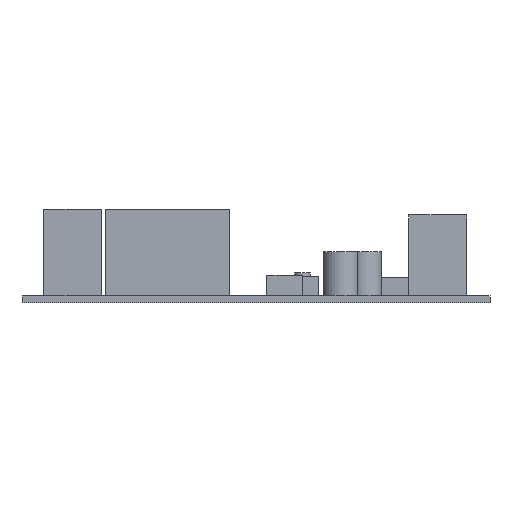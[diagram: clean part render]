
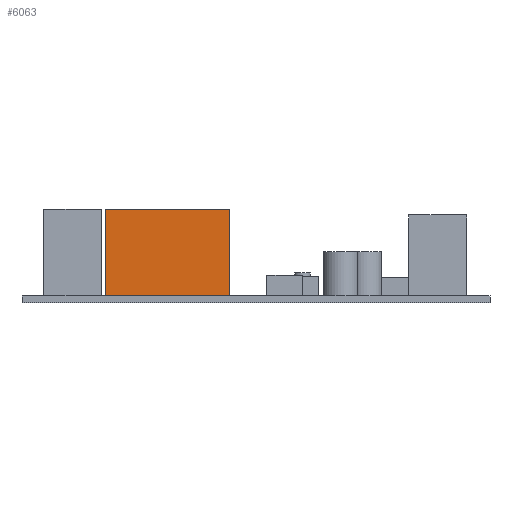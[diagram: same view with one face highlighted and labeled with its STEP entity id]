
A CAD part, front view. The second image highlights one B-rep face of the part: STEP entity #6063.
In plain terms, the highlighted planar face has unit normal (0, -1, 0).
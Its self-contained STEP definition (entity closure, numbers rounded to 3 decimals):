
#712=DIRECTION('',(1.,0.,0.));
#713=VECTOR('',#712,22.57);
#714=CARTESIAN_POINT('',(15.131,2.105,0.));
#715=LINE('',#714,#713);
#1898=DIRECTION('',(1.,0.,0.));
#1899=VECTOR('',#1898,22.57);
#1900=CARTESIAN_POINT('',(15.131,2.105,15.7));
#1901=LINE('',#1900,#1899);
#2134=DIRECTION('',(0.,0.,1.));
#2135=VECTOR('',#2134,15.7);
#2136=CARTESIAN_POINT('',(37.701,2.105,0.));
#2137=LINE('',#2136,#2135);
#2138=DIRECTION('',(0.,0.,1.));
#2139=VECTOR('',#2138,15.7);
#2140=CARTESIAN_POINT('',(15.131,2.105,0.));
#2141=LINE('',#2140,#2139);
#2698=CARTESIAN_POINT('',(15.131,2.105,15.7));
#2699=VERTEX_POINT('',#2698);
#2700=CARTESIAN_POINT('',(37.701,2.105,15.7));
#2701=VERTEX_POINT('',#2700);
#2826=CARTESIAN_POINT('',(15.131,2.105,0.));
#2827=VERTEX_POINT('',#2826);
#2828=CARTESIAN_POINT('',(37.701,2.105,0.));
#2829=VERTEX_POINT('',#2828);
#6051=CARTESIAN_POINT('',(15.131,2.105,0.));
#6052=DIRECTION('',(0.,-1.,0.));
#6053=DIRECTION('',(1.,0.,0.));
#6054=AXIS2_PLACEMENT_3D('',#6051,#6052,#6053);
#6055=PLANE('',#6054);
#6056=ORIENTED_EDGE('',*,*,#3267,.F.);
#6058=ORIENTED_EDGE('',*,*,#6057,.T.);
#6059=ORIENTED_EDGE('',*,*,#5325,.T.);
#6060=ORIENTED_EDGE('',*,*,#6044,.F.);
#6061=EDGE_LOOP('',(#6056,#6058,#6059,#6060));
#6062=FACE_OUTER_BOUND('',#6061,.F.);
#3267=EDGE_CURVE('',#2827,#2829,#715,.T.);
#5325=EDGE_CURVE('',#2699,#2701,#1901,.T.);
#6044=EDGE_CURVE('',#2829,#2701,#2137,.T.);
#6057=EDGE_CURVE('',#2827,#2699,#2141,.T.);
#6063=ADVANCED_FACE('',(#6062),#6055,.T.);
